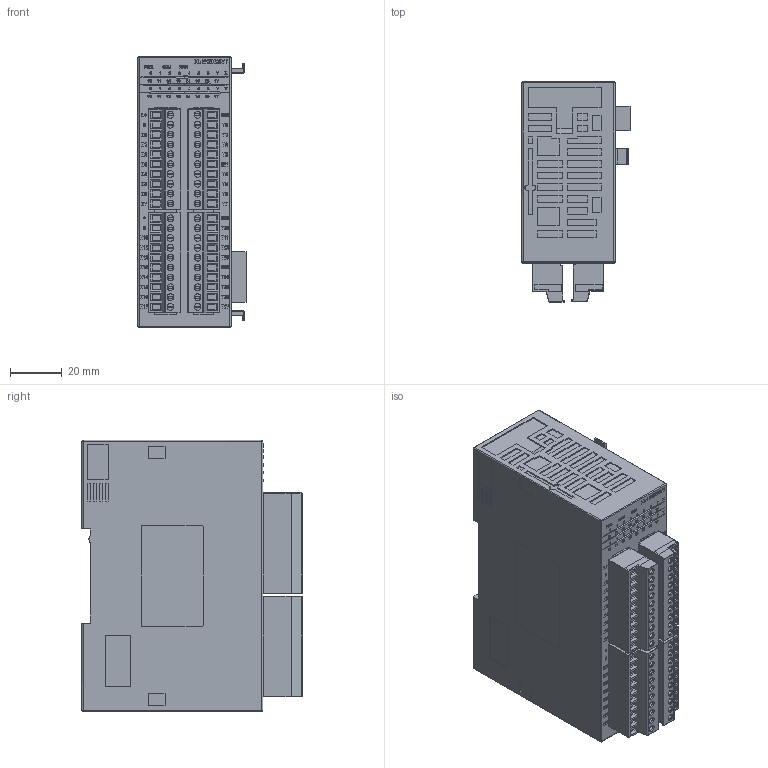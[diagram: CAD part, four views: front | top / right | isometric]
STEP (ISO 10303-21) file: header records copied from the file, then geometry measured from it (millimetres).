
FILE_DESCRIPTION(/* description */ (''),/* implementation_level */ '2;1');
FILE_NAME(/* name */ 'XL-E16~4',/* time_stamp */ '2022-08-23T16:24:41+08:00',/* author */ (''),/* organization */ (''),/* preprocessor_version */ 'ST-DEVELOPER v16.5',/* originating_system */ '',/* authorisation */ '');
FILE_SCHEMA (('CONFIG_CONTROL_DESIGN'));
Products named in the file (1): Document
Bounding box: 41.8 x 85.17 x 105 mm (x, y, z)
Volume: 277746.6 mm3; surface area: 43531 mm2
Topology: 1 solids, 168 shells, 2640 faces, 23466 edges, 21183 vertices
Faces by surface type: plane 1854, cylinder 404, bspline 382
Entity records: 239715 total; most frequent: CARTESIAN_POINT 127289, ORIENTED_EDGE 29787, EDGE_CURVE 23466, B_SPLINE_CURVE_WITH_KNOTS 22193, VERTEX_POINT 21183, EDGE_LOOP 2908, ADVANCED_FACE 2640, FACE_OUTER_BOUND 2640
